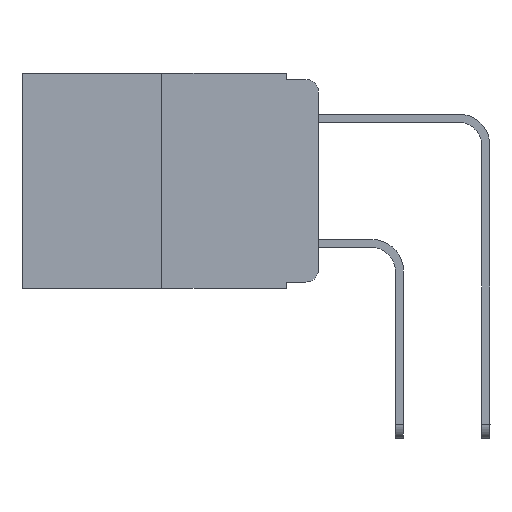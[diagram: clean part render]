
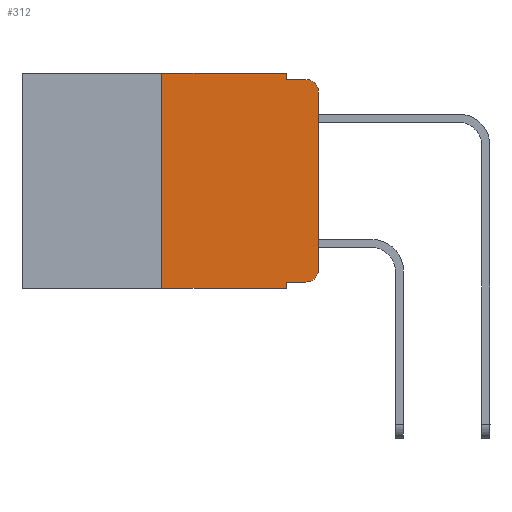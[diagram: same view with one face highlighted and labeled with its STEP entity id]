
A CAD part, left-side view. The second image highlights one B-rep face of the part: STEP entity #312.
In plain terms, the highlighted planar face has unit normal (-1, 0, 0).
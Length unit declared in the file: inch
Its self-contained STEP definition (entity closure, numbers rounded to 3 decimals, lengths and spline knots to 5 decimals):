
#87 = CIRCLE ( 'NONE', #1148, 0.02 ) ;
#113 = DIRECTION ( 'NONE',  ( 0., 0., 1. ) ) ;
#198 = DIRECTION ( 'NONE',  ( 0., 0., -1. ) ) ;
#305 = CARTESIAN_POINT ( 'NONE',  ( 0., 0.25, -0.343 ) ) ;
#312 = ADVANCED_FACE ( 'NONE', ( #3327 ), #337, .F. ) ;
#321 = LINE ( 'NONE', #4402, #3578 ) ;
#337 = PLANE ( 'NONE',  #4508 ) ;
#369 = DIRECTION ( 'NONE',  ( 0., -1., 0. ) ) ;
#454 = ORIENTED_EDGE ( 'NONE', *, *, #12886, .T. ) ;
#574 = VECTOR ( 'NONE', #198, 39.37008 ) ;
#823 = EDGE_CURVE ( 'NONE', #7987, #8960, #87, .T. ) ;
#842 = VERTEX_POINT ( 'NONE', #5542 ) ;
#998 = DIRECTION ( 'NONE',  ( 0., 0., 1. ) ) ;
#1041 = CIRCLE ( 'NONE', #2314, 0.02 ) ;
#1148 = AXIS2_PLACEMENT_3D ( 'NONE', #7415, #11380, #4469 ) ;
#1295 = VERTEX_POINT ( 'NONE', #11610 ) ;
#1464 = CARTESIAN_POINT ( 'NONE',  ( 0., 0.051, 0. ) ) ;
#1502 = CARTESIAN_POINT ( 'NONE',  ( 0., 0.473, 0. ) ) ;
#1720 = ORIENTED_EDGE ( 'NONE', *, *, #11127, .T. ) ;
#1805 = LINE ( 'NONE', #10805, #10423 ) ;
#1898 = ORIENTED_EDGE ( 'NONE', *, *, #2916, .F. ) ;
#2190 = CARTESIAN_POINT ( 'NONE',  ( 0., 0.051, 0. ) ) ;
#2314 = AXIS2_PLACEMENT_3D ( 'NONE', #8362, #12496, #10624 ) ;
#2457 = CARTESIAN_POINT ( 'NONE',  ( 0., 0., -0.313 ) ) ;
#2638 = VERTEX_POINT ( 'NONE', #3824 ) ;
#2665 = VERTEX_POINT ( 'NONE', #11946 ) ;
#2776 = EDGE_CURVE ( 'NONE', #12375, #3364, #5219, .T. ) ;
#2821 = ORIENTED_EDGE ( 'NONE', *, *, #9138, .F. ) ;
#2916 = EDGE_CURVE ( 'NONE', #2665, #842, #7694, .T. ) ;
#3327 = FACE_OUTER_BOUND ( 'NONE', #9405, .T. ) ;
#3364 = VERTEX_POINT ( 'NONE', #3660 ) ;
#3388 = LINE ( 'NONE', #2190, #574 ) ;
#3507 = VECTOR ( 'NONE', #6486, 39.37008 ) ;
#3570 = LINE ( 'NONE', #4653, #8933 ) ;
#3578 = VECTOR ( 'NONE', #10592, 39.37008 ) ;
#3660 = CARTESIAN_POINT ( 'NONE',  ( 0., 0.25, 0. ) ) ;
#3691 = EDGE_CURVE ( 'NONE', #3364, #2665, #11428, .T. ) ;
#3824 = CARTESIAN_POINT ( 'NONE',  ( 0., 0.051, -0.343 ) ) ;
#4052 = LINE ( 'NONE', #9390, #7145 ) ;
#4402 = CARTESIAN_POINT ( 'NONE',  ( 0., 0.051, -0.01 ) ) ;
#4469 = DIRECTION ( 'NONE',  ( 0., 0., -1. ) ) ;
#4485 = CARTESIAN_POINT ( 'NONE',  ( 0., 0.02, -0.333 ) ) ;
#4508 = AXIS2_PLACEMENT_3D ( 'NONE', #8542, #9682, #7429 ) ;
#4653 = CARTESIAN_POINT ( 'NONE',  ( 0., 0.051, -0.333 ) ) ;
#4727 = DIRECTION ( 'NONE',  ( 0., -1., 0. ) ) ;
#5219 = LINE ( 'NONE', #9273, #11796 ) ;
#5509 = ORIENTED_EDGE ( 'NONE', *, *, #823, .T. ) ;
#5542 = CARTESIAN_POINT ( 'NONE',  ( 0., 0.051, -0.01 ) ) ;
#5762 = ORIENTED_EDGE ( 'NONE', *, *, #3691, .F. ) ;
#6082 = CARTESIAN_POINT ( 'NONE',  ( 0., 0.02, -0.01 ) ) ;
#6303 = EDGE_CURVE ( 'NONE', #9177, #7987, #4052, .T. ) ;
#6486 = DIRECTION ( 'NONE',  ( 0., 0., -1. ) ) ;
#7145 = VECTOR ( 'NONE', #113, 39.37008 ) ;
#7415 = CARTESIAN_POINT ( 'NONE',  ( 0., 0.02, -0.03 ) ) ;
#7429 = DIRECTION ( 'NONE',  ( 0., 0., -1. ) ) ;
#7694 = LINE ( 'NONE', #1464, #3507 ) ;
#7848 = ORIENTED_EDGE ( 'NONE', *, *, #6303, .T. ) ;
#7908 = ORIENTED_EDGE ( 'NONE', *, *, #12429, .T. ) ;
#7987 = VERTEX_POINT ( 'NONE', #10598 ) ;
#8335 = ORIENTED_EDGE ( 'NONE', *, *, #11960, .F. ) ;
#8338 = VECTOR ( 'NONE', #369, 39.37008 ) ;
#8362 = CARTESIAN_POINT ( 'NONE',  ( 0., 0.02, -0.313 ) ) ;
#8542 = CARTESIAN_POINT ( 'NONE',  ( 0., 0.473, 0. ) ) ;
#8933 = VECTOR ( 'NONE', #4727, 39.37008 ) ;
#8960 = VERTEX_POINT ( 'NONE', #6082 ) ;
#9138 = EDGE_CURVE ( 'NONE', #1295, #2638, #3388, .T. ) ;
#9177 = VERTEX_POINT ( 'NONE', #2457 ) ;
#9273 = CARTESIAN_POINT ( 'NONE',  ( 0., 0.25, 0. ) ) ;
#9390 = CARTESIAN_POINT ( 'NONE',  ( 0., 0., 0. ) ) ;
#9405 = EDGE_LOOP ( 'NONE', ( #7848, #5509, #8335, #1898, #5762, #13016, #454, #2821, #7908, #1720 ) ) ;
#9682 = DIRECTION ( 'NONE',  ( 1., 0., 0. ) ) ;
#10423 = VECTOR ( 'NONE', #11864, 39.37008 ) ;
#10592 = DIRECTION ( 'NONE',  ( 0., -1., 0. ) ) ;
#10598 = CARTESIAN_POINT ( 'NONE',  ( 0., 0., -0.03 ) ) ;
#10624 = DIRECTION ( 'NONE',  ( 0., 0., -1. ) ) ;
#10805 = CARTESIAN_POINT ( 'NONE',  ( 0., 0.473, -0.343 ) ) ;
#11127 = EDGE_CURVE ( 'NONE', #11597, #9177, #1041, .T. ) ;
#11380 = DIRECTION ( 'NONE',  ( -1., 0., 0. ) ) ;
#11428 = LINE ( 'NONE', #1502, #8338 ) ;
#11597 = VERTEX_POINT ( 'NONE', #4485 ) ;
#11610 = CARTESIAN_POINT ( 'NONE',  ( 0., 0.051, -0.333 ) ) ;
#11796 = VECTOR ( 'NONE', #998, 39.37008 ) ;
#11864 = DIRECTION ( 'NONE',  ( 0., -1., 0. ) ) ;
#11946 = CARTESIAN_POINT ( 'NONE',  ( 0., 0.051, 0. ) ) ;
#11960 = EDGE_CURVE ( 'NONE', #842, #8960, #321, .T. ) ;
#12375 = VERTEX_POINT ( 'NONE', #305 ) ;
#12429 = EDGE_CURVE ( 'NONE', #1295, #11597, #3570, .T. ) ;
#12496 = DIRECTION ( 'NONE',  ( -1., 0., 0. ) ) ;
#12886 = EDGE_CURVE ( 'NONE', #12375, #2638, #1805, .T. ) ;
#13016 = ORIENTED_EDGE ( 'NONE', *, *, #2776, .F. ) ;
